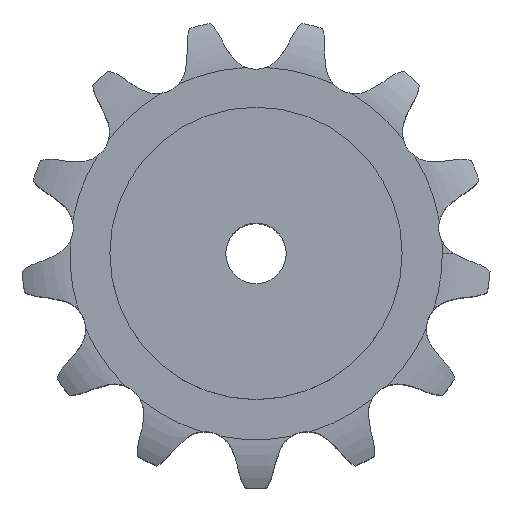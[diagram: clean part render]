
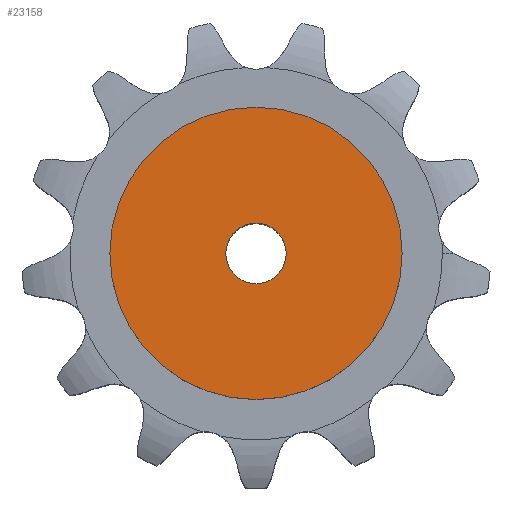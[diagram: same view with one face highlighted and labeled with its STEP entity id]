
A CAD part, top view. The second image highlights one B-rep face of the part: STEP entity #23158.
In plain terms, the highlighted planar face has unit normal (0, 0, 1).
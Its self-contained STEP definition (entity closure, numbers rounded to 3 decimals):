
#12550 = CYLINDRICAL_SURFACE('',#12551,15.);
#12551 = AXIS2_PLACEMENT_3D('',#12552,#12553,#12554);
#12552 = CARTESIAN_POINT('',(0.,0.,415.249));
#12553 = DIRECTION('',(0.,0.,1.));
#12554 = DIRECTION('',(1.,0.,0.));
#15817 = EDGE_CURVE('',#15818,#15818,#15820,.T.);
#15818 = VERTEX_POINT('',#15819);
#15819 = CARTESIAN_POINT('',(15.,0.,180.));
#15820 = SURFACE_CURVE('',#15821,(#15826,#15833),.PCURVE_S1.);
#15821 = CIRCLE('',#15822,15.);
#15822 = AXIS2_PLACEMENT_3D('',#15823,#15824,#15825);
#15823 = CARTESIAN_POINT('',(0.,0.,180.));
#15824 = DIRECTION('',(0.,0.,1.));
#15825 = DIRECTION('',(1.,0.,0.));
#15826 = PCURVE('',#12550,#15827);
#15827 = DEFINITIONAL_REPRESENTATION('',(#15828),#15832);
#15828 = LINE('',#15829,#15830);
#15829 = CARTESIAN_POINT('',(0.,-235.249));
#15830 = VECTOR('',#15831,1.);
#15831 = DIRECTION('',(1.,0.));
#15832 = ( GEOMETRIC_REPRESENTATION_CONTEXT(2) 
PARAMETRIC_REPRESENTATION_CONTEXT() REPRESENTATION_CONTEXT('2D SPACE',''
  ) );
#15833 = PCURVE('',#15834,#15839);
#15834 = PLANE('',#15835);
#15835 = AXIS2_PLACEMENT_3D('',#15836,#15837,#15838);
#15836 = CARTESIAN_POINT('',(0.,0.,180.)
  );
#15837 = DIRECTION('',(0.,0.,1.));
#15838 = DIRECTION('',(1.,0.,0.));
#15839 = DEFINITIONAL_REPRESENTATION('',(#15840),#15844);
#15840 = CIRCLE('',#15841,15.);
#15841 = AXIS2_PLACEMENT_2D('',#15842,#15843);
#15842 = CARTESIAN_POINT('',(0.,0.));
#15843 = DIRECTION('',(1.,0.));
#15844 = ( GEOMETRIC_REPRESENTATION_CONTEXT(2) 
PARAMETRIC_REPRESENTATION_CONTEXT() REPRESENTATION_CONTEXT('2D SPACE',''
  ) );
#23158 = ADVANCED_FACE('',(#23159,#23190),#15834,.T.);
#23159 = FACE_BOUND('',#23160,.T.);
#23160 = EDGE_LOOP('',(#23161));
#23161 = ORIENTED_EDGE('',*,*,#23162,.T.);
#23162 = EDGE_CURVE('',#23163,#23163,#23165,.T.);
#23163 = VERTEX_POINT('',#23164);
#23164 = CARTESIAN_POINT('',(72.5,0.,180.));
#23165 = SURFACE_CURVE('',#23166,(#23171,#23178),.PCURVE_S1.);
#23166 = CIRCLE('',#23167,72.5);
#23167 = AXIS2_PLACEMENT_3D('',#23168,#23169,#23170);
#23168 = CARTESIAN_POINT('',(0.,0.,180.));
#23169 = DIRECTION('',(0.,0.,1.));
#23170 = DIRECTION('',(1.,0.,0.));
#23171 = PCURVE('',#15834,#23172);
#23172 = DEFINITIONAL_REPRESENTATION('',(#23173),#23177);
#23173 = CIRCLE('',#23174,72.5);
#23174 = AXIS2_PLACEMENT_2D('',#23175,#23176);
#23175 = CARTESIAN_POINT('',(0.,0.));
#23176 = DIRECTION('',(1.,0.));
#23177 = ( GEOMETRIC_REPRESENTATION_CONTEXT(2) 
PARAMETRIC_REPRESENTATION_CONTEXT() REPRESENTATION_CONTEXT('2D SPACE',''
  ) );
#23178 = PCURVE('',#23179,#23184);
#23179 = CYLINDRICAL_SURFACE('',#23180,72.5);
#23180 = AXIS2_PLACEMENT_3D('',#23181,#23182,#23183);
#23181 = CARTESIAN_POINT('',(0.,0.,0.));
#23182 = DIRECTION('',(-0.,-0.,-1.));
#23183 = DIRECTION('',(1.,0.,0.));
#23184 = DEFINITIONAL_REPRESENTATION('',(#23185),#23189);
#23185 = LINE('',#23186,#23187);
#23186 = CARTESIAN_POINT('',(-0.,-180.));
#23187 = VECTOR('',#23188,1.);
#23188 = DIRECTION('',(-1.,0.));
#23189 = ( GEOMETRIC_REPRESENTATION_CONTEXT(2) 
PARAMETRIC_REPRESENTATION_CONTEXT() REPRESENTATION_CONTEXT('2D SPACE',''
  ) );
#23190 = FACE_BOUND('',#23191,.T.);
#23191 = EDGE_LOOP('',(#23192));
#23192 = ORIENTED_EDGE('',*,*,#15817,.F.);
